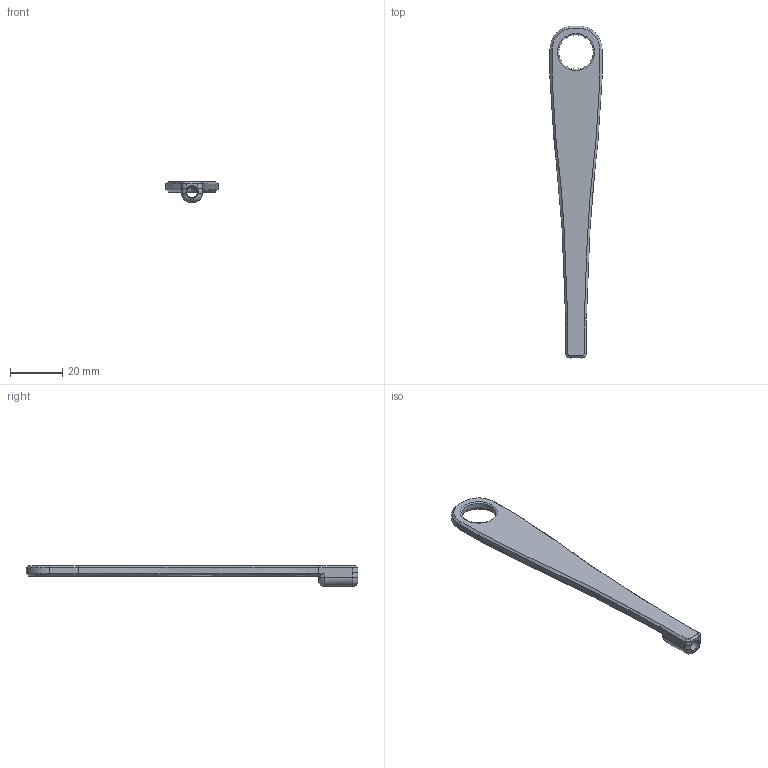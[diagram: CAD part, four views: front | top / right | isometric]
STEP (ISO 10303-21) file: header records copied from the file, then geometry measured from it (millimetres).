
FILE_DESCRIPTION(/* description */ (''),/* implementation_level */ '2;1');
FILE_NAME(/* name */ 'Tube_arm_F695.step',/* time_stamp */ '2023-04-19T11:51:29-06:00',/* author */ (''),/* organization */ (''),/* preprocessor_version */ 'ST-DEVELOPER v19.2',/* originating_system */ 'Autodesk Translation Framework v11.17.0.187',/* authorisation */ '');
FILE_SCHEMA (('AUTOMOTIVE_DESIGN { 1 0 10303 214 3 1 1 }'));
Length unit declared in the file: millimetre
Products named in the file (1): Tube arm
Bounding box: 20 x 127.5 x 8 mm (x, y, z)
Volume: 6121 mm3; surface area: 4436 mm2
Topology: 1 solids, 1 shells, 57 faces, 145 edges, 89 vertices
Faces by surface type: plane 20, cylinder 14, bspline 14, cone 6, torus 3
Full cylindrical faces by diameter (mm): 4.1 x1, 13.2 x1, 15.2 x1
Entity records: 2803 total; most frequent: CARTESIAN_POINT 1474, ORIENTED_EDGE 290, DIRECTION 243, EDGE_CURVE 145, AXIS2_PLACEMENT_3D 91, VERTEX_POINT 89, LINE 61, VECTOR 61
